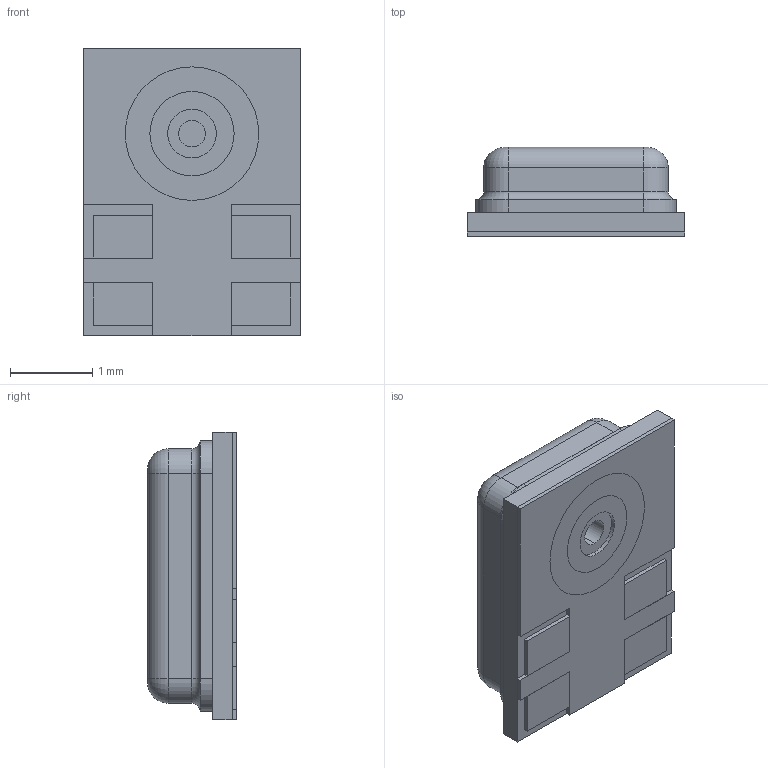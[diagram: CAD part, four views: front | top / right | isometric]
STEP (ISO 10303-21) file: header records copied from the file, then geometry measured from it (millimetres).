
FILE_DESCRIPTION (( 'STEP AP214' ), '1' );
FILE_NAME ('SPH0641LM4H-1.STEP', '2022-03-01T08:06:15', ( '' ), ( '' ), 'SwSTEP 2.0', 'SolidWorks 2017', '' );
FILE_SCHEMA (( 'AUTOMOTIVE_DESIGN' ));
Length unit declared in the file: millimetre
Products named in the file (2): SPH0641LM4H-1
Assembly tree (1 placements, depth 2):
  SPH0641LM4H-1
    SPH0641LM4H-1
Bounding box: 2.65 x 1.08 x 3.5 mm (x, y, z)
Volume: 8.1 mm3; surface area: 63.1 mm2
Topology: 9 solids, 9 shells, 104 faces, 228 edges, 144 vertices
Faces by surface type: plane 64, cylinder 32, torus 8
Entity records: 2982 total; most frequent: DIRECTION 512, CARTESIAN_POINT 480, ORIENTED_EDGE 456, EDGE_CURVE 228, AXIS2_PLACEMENT_3D 176, LINE 160, VECTOR 160, VERTEX_POINT 144
